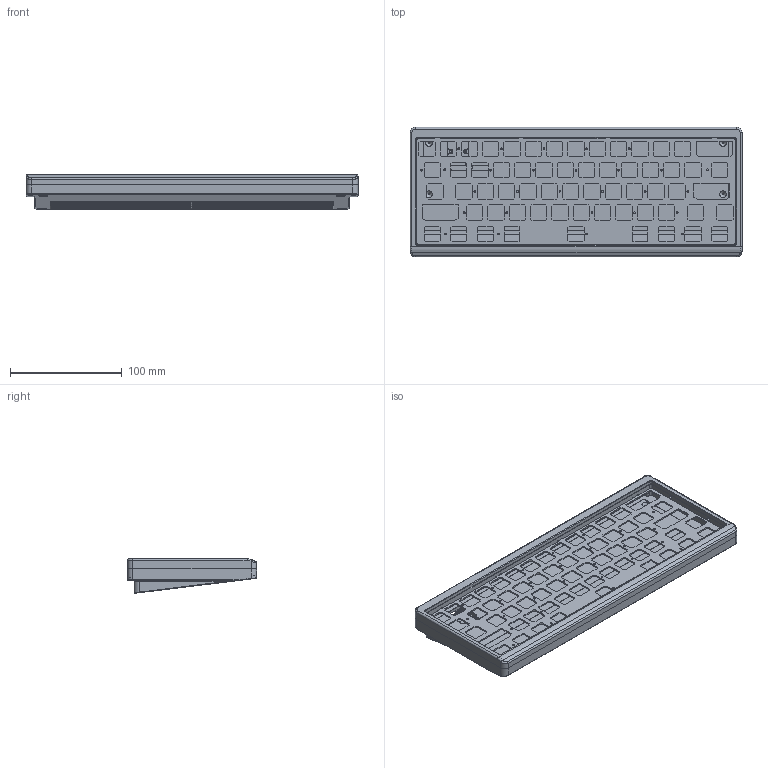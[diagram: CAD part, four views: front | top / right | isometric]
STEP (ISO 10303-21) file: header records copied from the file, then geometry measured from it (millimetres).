
FILE_DESCRIPTION(/* description */ (''),/* implementation_level */ '2;1');
FILE_NAME(/* name */ '60OEC Pc Top V1.step',/* time_stamp */ '2023-12-29T19:59:00+03:00',/* author */ (''),/* organization */ (''),/* preprocessor_version */ 'ST-DEVELOPER v20',/* originating_system */ 'Autodesk Translation Framework v12.14.0.127',/* authorisation */ '');
FILE_SCHEMA (('AUTOMOTIVE_DESIGN { 1 0 10303 214 3 1 1 }'));
Length unit declared in the file: millimetre
Products named in the file (1): 60OEC Pc Top V1
Bounding box: 296.95 x 115.6 x 30.87 mm (x, y, z)
Volume: 274363.7 mm3; surface area: 179803.7 mm2
Topology: 5 solids, 5 shells, 1455 faces, 3781 edges, 2389 vertices
Faces by surface type: plane 831, cylinder 369, cone 143, torus 46, sphere 36, bspline 30
Full cylindrical faces by diameter (mm): 1.271 x8, 1.3 x24, 1.623 x36, 2 x20, 2.5 x10, 3 x4, 4.5 x4, 8 x4
Entity records: 45096 total; most frequent: CARTESIAN_POINT 8483, ORIENTED_EDGE 7534, DIRECTION 7524, EDGE_CURVE 3767, LINE 2734, VECTOR 2734, AXIS2_PLACEMENT_3D 2395, VERTEX_POINT 2389
